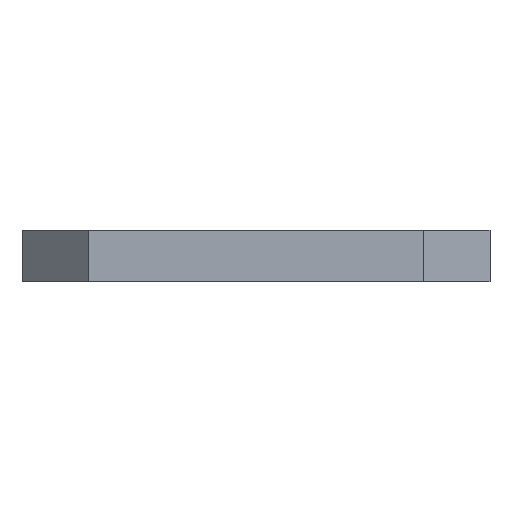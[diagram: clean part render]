
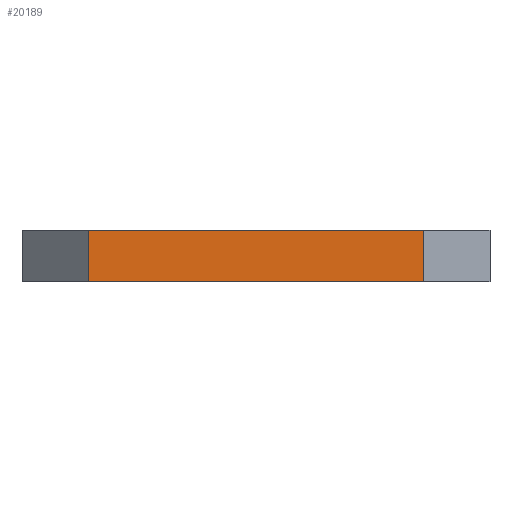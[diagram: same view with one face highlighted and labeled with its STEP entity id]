
A CAD part, front view. The second image highlights one B-rep face of the part: STEP entity #20189.
In plain terms, the highlighted planar face has unit normal (0, -1, 0).
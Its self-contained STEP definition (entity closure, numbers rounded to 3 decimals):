
#127 = PLANE('',#128);
#128 = AXIS2_PLACEMENT_3D('',#129,#130,#131);
#129 = CARTESIAN_POINT('',(45.5,43.,0.));
#130 = DIRECTION('',(0.,0.,1.));
#131 = DIRECTION('',(1.,0.,-0.));
#291 = PLANE('',#292);
#292 = AXIS2_PLACEMENT_3D('',#293,#294,#295);
#293 = CARTESIAN_POINT('',(12.75,17.621,5.));
#294 = DIRECTION('',(0.,0.,-1.));
#295 = DIRECTION('',(-1.,0.,-0.));
#1290 = VERTEX_POINT('',#1291);
#1291 = CARTESIAN_POINT('',(6.5,-6.5,5.));
#1305 = PLANE('',#1306);
#1306 = AXIS2_PLACEMENT_3D('',#1307,#1308,#1309);
#1307 = CARTESIAN_POINT('',(0.,0.,0.));
#1308 = DIRECTION('',(-0.707,-0.707,0.));
#1309 = DIRECTION('',(-0.707,0.707,0.));
#1317 = EDGE_CURVE('',#1290,#1318,#1320,.T.);
#1318 = VERTEX_POINT('',#1319);
#1319 = CARTESIAN_POINT('',(39.,-6.5,5.));
#1320 = SURFACE_CURVE('',#1321,(#1325,#1332),.PCURVE_S1.);
#1321 = LINE('',#1322,#1323);
#1322 = CARTESIAN_POINT('',(6.5,-6.5,5.));
#1323 = VECTOR('',#1324,1.);
#1324 = DIRECTION('',(1.,0.,0.));
#1325 = PCURVE('',#291,#1326);
#1326 = DEFINITIONAL_REPRESENTATION('',(#1327),#1331);
#1327 = LINE('',#1328,#1329);
#1328 = CARTESIAN_POINT('',(6.25,-24.121));
#1329 = VECTOR('',#1330,1.);
#1330 = DIRECTION('',(-1.,0.));
#1331 = ( GEOMETRIC_REPRESENTATION_CONTEXT(2) 
PARAMETRIC_REPRESENTATION_CONTEXT() REPRESENTATION_CONTEXT('2D SPACE',''
  ) );
#1332 = PCURVE('',#1333,#1338);
#1333 = PLANE('',#1334);
#1334 = AXIS2_PLACEMENT_3D('',#1335,#1336,#1337);
#1335 = CARTESIAN_POINT('',(39.,-6.5,0.));
#1336 = DIRECTION('',(0.,1.,-0.));
#1337 = DIRECTION('',(0.,0.,1.));
#1338 = DEFINITIONAL_REPRESENTATION('',(#1339),#1343);
#1339 = LINE('',#1340,#1341);
#1340 = CARTESIAN_POINT('',(5.,-32.5));
#1341 = VECTOR('',#1342,1.);
#1342 = DIRECTION('',(0.,1.));
#1343 = ( GEOMETRIC_REPRESENTATION_CONTEXT(2) 
PARAMETRIC_REPRESENTATION_CONTEXT() REPRESENTATION_CONTEXT('2D SPACE',''
  ) );
#1361 = PLANE('',#1362);
#1362 = AXIS2_PLACEMENT_3D('',#1363,#1364,#1365);
#1363 = CARTESIAN_POINT('',(39.,-6.5,0.));
#1364 = DIRECTION('',(0.707,-0.707,0.));
#1365 = DIRECTION('',(-0.707,-0.707,0.));
#6840 = VERTEX_POINT('',#6841);
#6841 = CARTESIAN_POINT('',(39.,-6.5,0.));
#6862 = EDGE_CURVE('',#6840,#6863,#6865,.T.);
#6863 = VERTEX_POINT('',#6864);
#6864 = CARTESIAN_POINT('',(6.5,-6.5,0.));
#6865 = SURFACE_CURVE('',#6866,(#6870,#6877),.PCURVE_S1.);
#6866 = LINE('',#6867,#6868);
#6867 = CARTESIAN_POINT('',(39.,-6.5,0.));
#6868 = VECTOR('',#6869,1.);
#6869 = DIRECTION('',(-1.,0.,0.));
#6870 = PCURVE('',#127,#6871);
#6871 = DEFINITIONAL_REPRESENTATION('',(#6872),#6876);
#6872 = LINE('',#6873,#6874);
#6873 = CARTESIAN_POINT('',(-6.5,-49.5));
#6874 = VECTOR('',#6875,1.);
#6875 = DIRECTION('',(-1.,0.));
#6876 = ( GEOMETRIC_REPRESENTATION_CONTEXT(2) 
PARAMETRIC_REPRESENTATION_CONTEXT() REPRESENTATION_CONTEXT('2D SPACE',''
  ) );
#6877 = PCURVE('',#1333,#6878);
#6878 = DEFINITIONAL_REPRESENTATION('',(#6879),#6883);
#6879 = LINE('',#6880,#6881);
#6880 = CARTESIAN_POINT('',(0.,0.));
#6881 = VECTOR('',#6882,1.);
#6882 = DIRECTION('',(0.,-1.));
#6883 = ( GEOMETRIC_REPRESENTATION_CONTEXT(2) 
PARAMETRIC_REPRESENTATION_CONTEXT() REPRESENTATION_CONTEXT('2D SPACE',''
  ) );
#20168 = EDGE_CURVE('',#6863,#1290,#20169,.T.);
#20169 = SURFACE_CURVE('',#20170,(#20174,#20181),.PCURVE_S1.);
#20170 = LINE('',#20171,#20172);
#20171 = CARTESIAN_POINT('',(6.5,-6.5,0.));
#20172 = VECTOR('',#20173,1.);
#20173 = DIRECTION('',(0.,0.,1.));
#20174 = PCURVE('',#1305,#20175);
#20175 = DEFINITIONAL_REPRESENTATION('',(#20176),#20180);
#20176 = LINE('',#20177,#20178);
#20177 = CARTESIAN_POINT('',(-9.192,-0.));
#20178 = VECTOR('',#20179,1.);
#20179 = DIRECTION('',(0.,-1.));
#20180 = ( GEOMETRIC_REPRESENTATION_CONTEXT(2) 
PARAMETRIC_REPRESENTATION_CONTEXT() REPRESENTATION_CONTEXT('2D SPACE',''
  ) );
#20181 = PCURVE('',#1333,#20182);
#20182 = DEFINITIONAL_REPRESENTATION('',(#20183),#20187);
#20183 = LINE('',#20184,#20185);
#20184 = CARTESIAN_POINT('',(0.,-32.5));
#20185 = VECTOR('',#20186,1.);
#20186 = DIRECTION('',(1.,0.));
#20187 = ( GEOMETRIC_REPRESENTATION_CONTEXT(2) 
PARAMETRIC_REPRESENTATION_CONTEXT() REPRESENTATION_CONTEXT('2D SPACE',''
  ) );
#20189 = ADVANCED_FACE('',(#20190),#1333,.F.);
#20190 = FACE_BOUND('',#20191,.T.);
#20191 = EDGE_LOOP('',(#20192,#20213,#20214,#20215));
#20192 = ORIENTED_EDGE('',*,*,#20193,.T.);
#20193 = EDGE_CURVE('',#6840,#1318,#20194,.T.);
#20194 = SURFACE_CURVE('',#20195,(#20199,#20206),.PCURVE_S1.);
#20195 = LINE('',#20196,#20197);
#20196 = CARTESIAN_POINT('',(39.,-6.5,0.));
#20197 = VECTOR('',#20198,1.);
#20198 = DIRECTION('',(0.,0.,1.));
#20199 = PCURVE('',#1333,#20200);
#20200 = DEFINITIONAL_REPRESENTATION('',(#20201),#20205);
#20201 = LINE('',#20202,#20203);
#20202 = CARTESIAN_POINT('',(0.,0.));
#20203 = VECTOR('',#20204,1.);
#20204 = DIRECTION('',(1.,0.));
#20205 = ( GEOMETRIC_REPRESENTATION_CONTEXT(2) 
PARAMETRIC_REPRESENTATION_CONTEXT() REPRESENTATION_CONTEXT('2D SPACE',''
  ) );
#20206 = PCURVE('',#1361,#20207);
#20207 = DEFINITIONAL_REPRESENTATION('',(#20208),#20212);
#20208 = LINE('',#20209,#20210);
#20209 = CARTESIAN_POINT('',(0.,0.));
#20210 = VECTOR('',#20211,1.);
#20211 = DIRECTION('',(0.,-1.));
#20212 = ( GEOMETRIC_REPRESENTATION_CONTEXT(2) 
PARAMETRIC_REPRESENTATION_CONTEXT() REPRESENTATION_CONTEXT('2D SPACE',''
  ) );
#20213 = ORIENTED_EDGE('',*,*,#1317,.F.);
#20214 = ORIENTED_EDGE('',*,*,#20168,.F.);
#20215 = ORIENTED_EDGE('',*,*,#6862,.F.);
